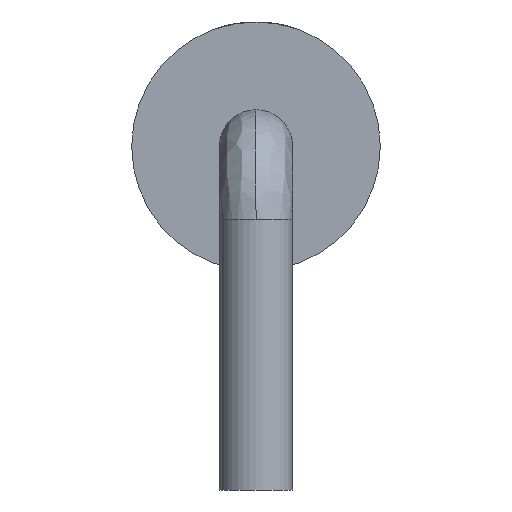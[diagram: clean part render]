
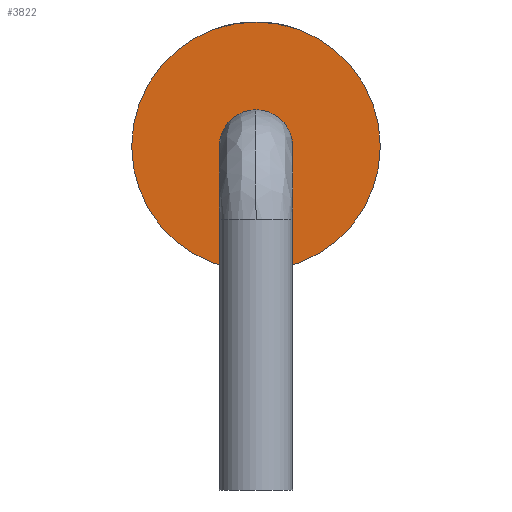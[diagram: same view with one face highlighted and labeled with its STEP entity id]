
A CAD part, left-side view. The second image highlights one B-rep face of the part: STEP entity #3822.
In plain terms, the highlighted planar face has unit normal (-1, 0, 0).
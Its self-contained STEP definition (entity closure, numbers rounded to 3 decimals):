
#224 = DIRECTION ( 'NONE',  ( 0., 0., -1. ) ) ;
#268 = DIRECTION ( 'NONE',  ( 1., 0., 0. ) ) ;
#622 = CIRCLE ( 'NONE', #8007, 1.7 ) ;
#1404 = EDGE_CURVE ( 'NONE', #7468, #1565, #4475, .T. ) ;
#1411 = AXIS2_PLACEMENT_3D ( 'NONE', #5474, #8296, #1970 ) ;
#1565 = VERTEX_POINT ( 'NONE', #9009 ) ;
#1866 = CARTESIAN_POINT ( 'NONE',  ( -1.5, 0., 3.4 ) ) ;
#1970 = DIRECTION ( 'NONE',  ( 0., 0., -1. ) ) ;
#2261 = EDGE_LOOP ( 'NONE', ( #8927, #3531 ) ) ;
#3393 = CARTESIAN_POINT ( 'NONE',  ( -1.5, 0., 1.7 ) ) ;
#3531 = ORIENTED_EDGE ( 'NONE', *, *, #1404, .F. ) ;
#3822 = ADVANCED_FACE ( 'NONE', ( #7643 ), #5569, .F. ) ;
#4318 = DIRECTION ( 'NONE',  ( 1., 0., 0. ) ) ;
#4475 = CIRCLE ( 'NONE', #8306, 1.7 ) ;
#5474 = CARTESIAN_POINT ( 'NONE',  ( -1.5, -1.7, 1.7 ) ) ;
#5569 = PLANE ( 'NONE',  #1411 ) ;
#5654 = DIRECTION ( 'NONE',  ( 0., 0., -1. ) ) ;
#7468 = VERTEX_POINT ( 'NONE', #1866 ) ;
#7643 = FACE_OUTER_BOUND ( 'NONE', #2261, .T. ) ;
#8007 = AXIS2_PLACEMENT_3D ( 'NONE', #3393, #4318, #5654 ) ;
#8258 = EDGE_CURVE ( 'NONE', #1565, #7468, #622, .T. ) ;
#8296 = DIRECTION ( 'NONE',  ( 1., 0., 0. ) ) ;
#8306 = AXIS2_PLACEMENT_3D ( 'NONE', #8674, #268, #224 ) ;
#8674 = CARTESIAN_POINT ( 'NONE',  ( -1.5, 0., 1.7 ) ) ;
#8927 = ORIENTED_EDGE ( 'NONE', *, *, #8258, .F. ) ;
#9009 = CARTESIAN_POINT ( 'NONE',  ( -1.5, 0., 0. ) ) ;
